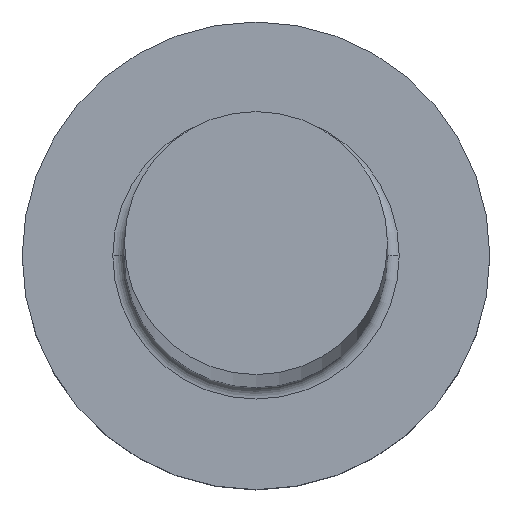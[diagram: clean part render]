
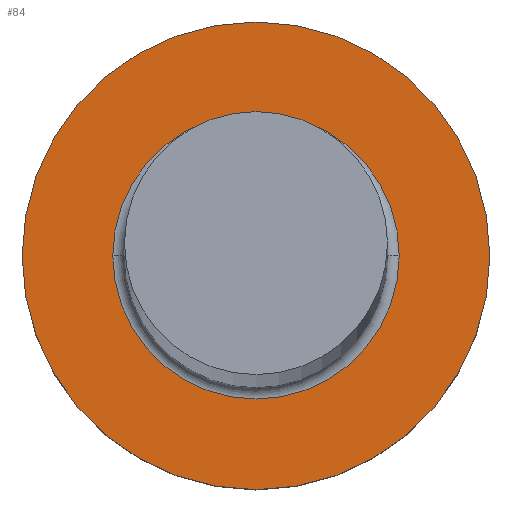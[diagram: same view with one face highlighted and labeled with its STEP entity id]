
A CAD part, top view. The second image highlights one B-rep face of the part: STEP entity #84.
In plain terms, the highlighted planar face has unit normal (0, 0, 1).
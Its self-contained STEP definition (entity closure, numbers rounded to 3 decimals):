
#4 = ORIENTED_EDGE ( 'NONE', *, *, #75, .T. ) ;
#8 = DIRECTION ( 'NONE',  ( 1., 0., 0. ) ) ;
#10 = VERTEX_POINT ( 'NONE', #147 ) ;
#16 = CARTESIAN_POINT ( 'NONE',  ( 0., 0., 3. ) ) ;
#17 = DIRECTION ( 'NONE',  ( 0., 0., 1. ) ) ;
#31 = CARTESIAN_POINT ( 'NONE',  ( 4., 0., 3. ) ) ;
#35 = AXIS2_PLACEMENT_3D ( 'NONE', #60, #188, #127 ) ;
#39 = VERTEX_POINT ( 'NONE', #31 ) ;
#40 = CARTESIAN_POINT ( 'NONE',  ( 0., 0., 3. ) ) ;
#43 = CARTESIAN_POINT ( 'NONE',  ( -4., 0., 3. ) ) ;
#45 = CIRCLE ( 'NONE', #35, 2.45 ) ;
#53 = EDGE_CURVE ( 'NONE', #39, #216, #182, .T. ) ;
#54 = AXIS2_PLACEMENT_3D ( 'NONE', #83, #173, #8 ) ;
#56 = ORIENTED_EDGE ( 'NONE', *, *, #53, .T. ) ;
#60 = CARTESIAN_POINT ( 'NONE',  ( 0., 0., 3. ) ) ;
#67 = ORIENTED_EDGE ( 'NONE', *, *, #243, .T. ) ;
#70 = CARTESIAN_POINT ( 'NONE',  ( 2.45, 0., 3. ) ) ;
#75 = EDGE_CURVE ( 'NONE', #213, #10, #45, .T. ) ;
#80 = DIRECTION ( 'NONE',  ( 0., 0., 1. ) ) ;
#82 = EDGE_LOOP ( 'NONE', ( #67, #56 ) ) ;
#83 = CARTESIAN_POINT ( 'NONE',  ( 0., 0., 3. ) ) ;
#84 = ADVANCED_FACE ( 'NONE', ( #101, #287 ), #264, .T. ) ;
#101 = FACE_BOUND ( 'NONE', #125, .T. ) ;
#103 = CARTESIAN_POINT ( 'NONE',  ( 0., 0., 3. ) ) ;
#111 = DIRECTION ( 'NONE',  ( 1., 0., 0. ) ) ;
#120 = AXIS2_PLACEMENT_3D ( 'NONE', #16, #220, #111 ) ;
#125 = EDGE_LOOP ( 'NONE', ( #4, #148 ) ) ;
#127 = DIRECTION ( 'NONE',  ( 1., 0., 0. ) ) ;
#147 = CARTESIAN_POINT ( 'NONE',  ( -2.45, 0., 3. ) ) ;
#148 = ORIENTED_EDGE ( 'NONE', *, *, #194, .T. ) ;
#171 = DIRECTION ( 'NONE',  ( 1., 0., 0. ) ) ;
#173 = DIRECTION ( 'NONE',  ( 0., 0., 1. ) ) ;
#182 = CIRCLE ( 'NONE', #54, 4. ) ;
#188 = DIRECTION ( 'NONE',  ( 0., 0., -1. ) ) ;
#194 = EDGE_CURVE ( 'NONE', #10, #213, #226, .T. ) ;
#213 = VERTEX_POINT ( 'NONE', #70 ) ;
#214 = AXIS2_PLACEMENT_3D ( 'NONE', #40, #17, #274 ) ;
#216 = VERTEX_POINT ( 'NONE', #43 ) ;
#220 = DIRECTION ( 'NONE',  ( 0., 0., -1. ) ) ;
#226 = CIRCLE ( 'NONE', #120, 2.45 ) ;
#243 = EDGE_CURVE ( 'NONE', #216, #39, #294, .T. ) ;
#264 = PLANE ( 'NONE',  #285 ) ;
#274 = DIRECTION ( 'NONE',  ( 1., 0., 0. ) ) ;
#285 = AXIS2_PLACEMENT_3D ( 'NONE', #103, #80, #171 ) ;
#287 = FACE_OUTER_BOUND ( 'NONE', #82, .T. ) ;
#294 = CIRCLE ( 'NONE', #214, 4. ) ;
